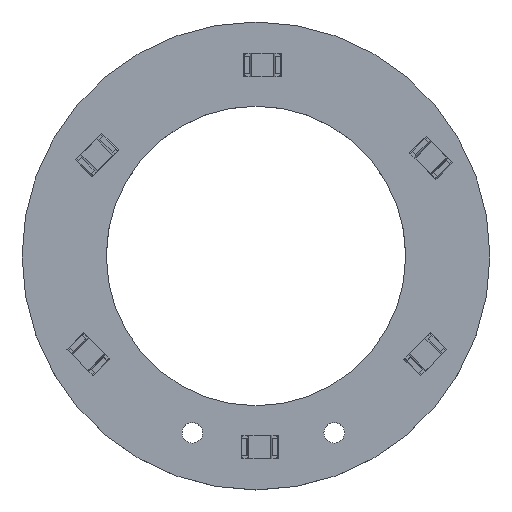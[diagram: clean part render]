
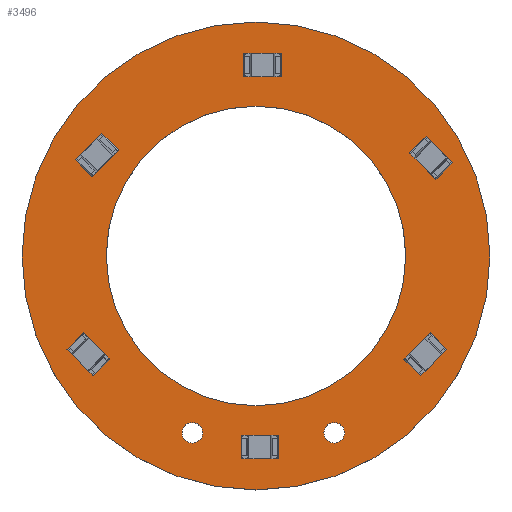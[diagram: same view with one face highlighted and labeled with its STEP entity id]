
A CAD part, top view. The second image highlights one B-rep face of the part: STEP entity #3496.
In plain terms, the highlighted planar face has unit normal (0, 0, 1).
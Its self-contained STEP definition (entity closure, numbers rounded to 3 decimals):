
#3428 = VERTEX_POINT('',#3429);
#3429 = CARTESIAN_POINT('',(273.45,-111.3,1.646));
#3435 = EDGE_CURVE('',#3428,#3428,#3436,.T.);
#3436 = CIRCLE('',#3437,12.5);
#3437 = AXIS2_PLACEMENT_3D('',#3438,#3439,#3440);
#3438 = CARTESIAN_POINT('',(260.95,-111.3,1.646));
#3439 = DIRECTION('',(0.,0.,1.));
#3440 = DIRECTION('',(1.,0.,-0.));
#3496 = ADVANCED_FACE('',(#3497,#3500,#3511,#3522),#3533,.T.);
#3497 = FACE_BOUND('',#3498,.T.);
#3498 = EDGE_LOOP('',(#3499));
#3499 = ORIENTED_EDGE('',*,*,#3435,.T.);
#3500 = FACE_BOUND('',#3501,.T.);
#3501 = EDGE_LOOP('',(#3502));
#3502 = ORIENTED_EDGE('',*,*,#3503,.T.);
#3503 = EDGE_CURVE('',#3504,#3504,#3506,.T.);
#3504 = VERTEX_POINT('',#3505);
#3505 = CARTESIAN_POINT('',(257.55,-121.3,1.646));
#3506 = CIRCLE('',#3507,0.55);
#3507 = AXIS2_PLACEMENT_3D('',#3508,#3509,#3510);
#3508 = CARTESIAN_POINT('',(257.55,-120.75,1.646));
#3509 = DIRECTION('',(-0.,0.,-1.));
#3510 = DIRECTION('',(-0.,-1.,0.));
#3511 = FACE_BOUND('',#3512,.T.);
#3512 = EDGE_LOOP('',(#3513));
#3513 = ORIENTED_EDGE('',*,*,#3514,.T.);
#3514 = EDGE_CURVE('',#3515,#3515,#3517,.T.);
#3515 = VERTEX_POINT('',#3516);
#3516 = CARTESIAN_POINT('',(265.132,-121.3,1.646));
#3517 = CIRCLE('',#3518,0.55);
#3518 = AXIS2_PLACEMENT_3D('',#3519,#3520,#3521);
#3519 = CARTESIAN_POINT('',(265.132,-120.75,1.646));
#3520 = DIRECTION('',(-0.,0.,-1.));
#3521 = DIRECTION('',(-0.,-1.,0.));
#3522 = FACE_BOUND('',#3523,.T.);
#3523 = EDGE_LOOP('',(#3524));
#3524 = ORIENTED_EDGE('',*,*,#3525,.F.);
#3525 = EDGE_CURVE('',#3526,#3526,#3528,.T.);
#3526 = VERTEX_POINT('',#3527);
#3527 = CARTESIAN_POINT('',(268.95,-111.3,1.646));
#3528 = CIRCLE('',#3529,8.);
#3529 = AXIS2_PLACEMENT_3D('',#3530,#3531,#3532);
#3530 = CARTESIAN_POINT('',(260.95,-111.3,1.646));
#3531 = DIRECTION('',(0.,0.,1.));
#3532 = DIRECTION('',(1.,0.,-0.));
#3533 = PLANE('',#3534);
#3534 = AXIS2_PLACEMENT_3D('',#3535,#3536,#3537);
#3535 = CARTESIAN_POINT('',(0.,0.,1.646));
#3536 = DIRECTION('',(0.,0.,1.));
#3537 = DIRECTION('',(1.,0.,-0.));
